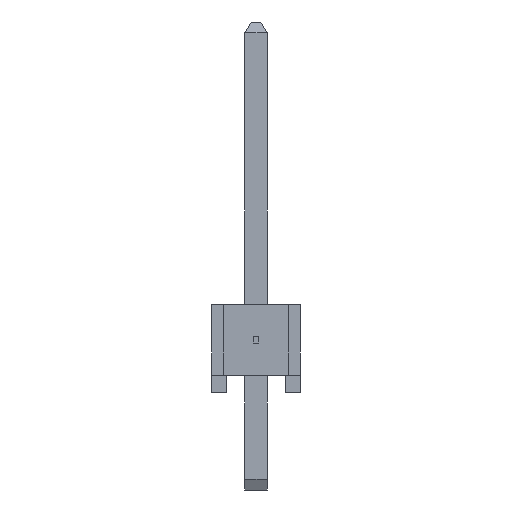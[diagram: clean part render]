
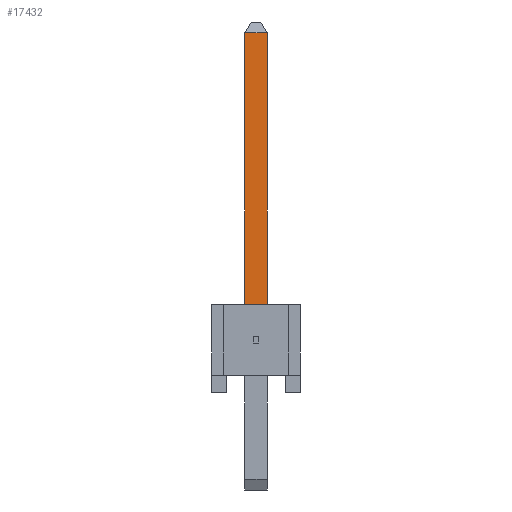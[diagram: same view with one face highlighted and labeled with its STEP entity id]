
A CAD part, left-side view. The second image highlights one B-rep face of the part: STEP entity #17432.
In plain terms, the highlighted planar face has unit normal (-1, 0, 0).
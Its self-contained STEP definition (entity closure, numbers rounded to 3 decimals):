
#17432 = ADVANCED_FACE('',(#17433),#17467,.F.);
#17433 = FACE_BOUND('',#17434,.T.);
#17434 = EDGE_LOOP('',(#17435,#17445,#17453,#17461));
#17435 = ORIENTED_EDGE('',*,*,#17436,.T.);
#17436 = EDGE_CURVE('',#17437,#17439,#17441,.T.);
#17437 = VERTEX_POINT('',#17438);
#17438 = CARTESIAN_POINT('',(-16.828,13.157,0.318));
#17439 = VERTEX_POINT('',#17440);
#17440 = CARTESIAN_POINT('',(-16.828,13.157,-0.318));
#17441 = LINE('',#17442,#17443);
#17442 = CARTESIAN_POINT('',(-16.828,13.157,2.54));
#17443 = VECTOR('',#17444,1.);
#17444 = DIRECTION('',(0.,0.,-1.));
#17445 = ORIENTED_EDGE('',*,*,#17446,.T.);
#17446 = EDGE_CURVE('',#17439,#17447,#17449,.T.);
#17447 = VERTEX_POINT('',#17448);
#17448 = CARTESIAN_POINT('',(-16.828,4.191,-0.318));
#17449 = LINE('',#17450,#17451);
#17450 = CARTESIAN_POINT('',(-16.828,13.462,-0.318));
#17451 = VECTOR('',#17452,1.);
#17452 = DIRECTION('',(0.,-1.,0.));
#17453 = ORIENTED_EDGE('',*,*,#17454,.F.);
#17454 = EDGE_CURVE('',#17455,#17447,#17457,.T.);
#17455 = VERTEX_POINT('',#17456);
#17456 = CARTESIAN_POINT('',(-16.828,4.191,0.318));
#17457 = LINE('',#17458,#17459);
#17458 = CARTESIAN_POINT('',(-16.828,4.191,0.318));
#17459 = VECTOR('',#17460,1.);
#17460 = DIRECTION('',(0.,0.,-1.));
#17461 = ORIENTED_EDGE('',*,*,#17462,.F.);
#17462 = EDGE_CURVE('',#17437,#17455,#17463,.T.);
#17463 = LINE('',#17464,#17465);
#17464 = CARTESIAN_POINT('',(-16.828,13.462,0.318));
#17465 = VECTOR('',#17466,1.);
#17466 = DIRECTION('',(0.,-1.,0.));
#17467 = PLANE('',#17468);
#17468 = AXIS2_PLACEMENT_3D('',#17469,#17470,#17471);
#17469 = CARTESIAN_POINT('',(-16.828,13.462,0.318));
#17470 = DIRECTION('',(1.,0.,0.));
#17471 = DIRECTION('',(0.,0.,-1.));
